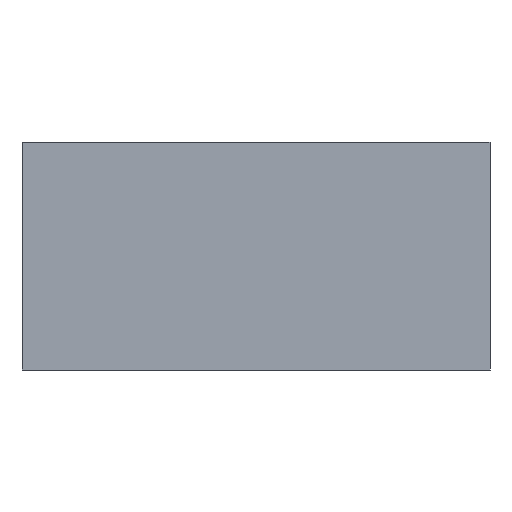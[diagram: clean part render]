
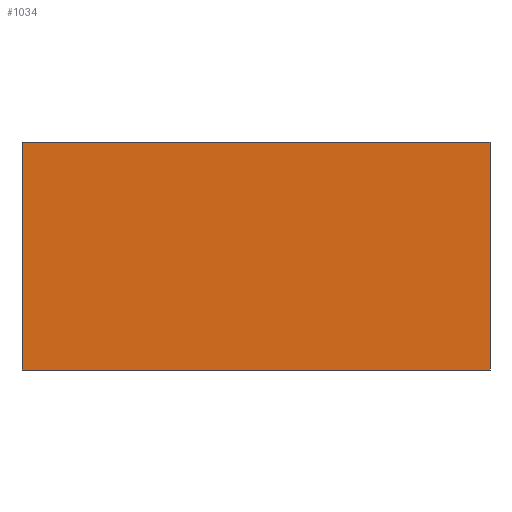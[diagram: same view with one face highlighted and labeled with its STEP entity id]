
A CAD part, left-side view. The second image highlights one B-rep face of the part: STEP entity #1034.
In plain terms, the highlighted planar face has unit normal (-1, 0, 0).
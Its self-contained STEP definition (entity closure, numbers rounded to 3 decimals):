
#920 = VERTEX_POINT ( 'NONE', #3717 ) ;
#930 = VERTEX_POINT ( 'NONE', #3747 ) ;
#934 = EDGE_CURVE ( 'NONE', #930, #920, #3745, .T. ) ;
#996 = ORIENTED_EDGE ( 'NONE', *, *, #997, .F. ) ;
#997 = EDGE_CURVE ( 'NONE', #920, #1003, #3903, .T. ) ;
#1000 = ORIENTED_EDGE ( 'NONE', *, *, #1029, .T. ) ;
#1003 = VERTEX_POINT ( 'NONE', #3935 ) ;
#1028 = VERTEX_POINT ( 'NONE', #3995 ) ;
#1029 = EDGE_CURVE ( 'NONE', #1028, #1003, #3994, .T. ) ;
#1030 = EDGE_LOOP ( 'NONE', ( #996, #1072, #1073, #1000 ) ) ;
#1034 = ADVANCED_FACE ( 'NONE', ( #3985 ), #4035, .T. ) ;
#1072 = ORIENTED_EDGE ( 'NONE', *, *, #934, .F. ) ;
#1073 = ORIENTED_EDGE ( 'NONE', *, *, #1074, .T. ) ;
#1074 = EDGE_CURVE ( 'NONE', #930, #1028, #4162, .T. ) ;
#3717 = CARTESIAN_POINT ( 'NONE',  ( -3.5, -1.95, -0.95 ) ) ;
#3742 = DIRECTION ( 'NONE',  ( 0., 0., -1. ) ) ;
#3743 = VECTOR ( 'NONE', #3742, 1000. ) ;
#3744 = CARTESIAN_POINT ( 'NONE',  ( -3.5, -1.95, 0.95 ) ) ;
#3745 = LINE ( 'NONE', #3744, #3743 ) ;
#3747 = CARTESIAN_POINT ( 'NONE',  ( -3.5, -1.95, 0.95 ) ) ;
#3896 = DIRECTION ( 'NONE',  ( 0., 1., 0. ) ) ;
#3897 = VECTOR ( 'NONE', #3896, 1000. ) ;
#3898 = CARTESIAN_POINT ( 'NONE',  ( -3.5, -26.761, -0.95 ) ) ;
#3903 = LINE ( 'NONE', #3898, #3897 ) ;
#3935 = CARTESIAN_POINT ( 'NONE',  ( -3.5, 1.95, -0.95 ) ) ;
#3985 = FACE_OUTER_BOUND ( 'NONE', #1030, .T. ) ;
#3991 = DIRECTION ( 'NONE',  ( 0., 0., -1. ) ) ;
#3992 = VECTOR ( 'NONE', #3991, 1000. ) ;
#3993 = CARTESIAN_POINT ( 'NONE',  ( -3.5, 1.95, 0.95 ) ) ;
#3994 = LINE ( 'NONE', #3993, #3992 ) ;
#3995 = CARTESIAN_POINT ( 'NONE',  ( -3.5, 1.95, 0.95 ) ) ;
#4030 = DIRECTION ( 'NONE',  ( 0., 0., 1. ) ) ;
#4031 = DIRECTION ( 'NONE',  ( -1., 0., 0. ) ) ;
#4032 = CARTESIAN_POINT ( 'NONE',  ( -3.5, -26.761, 0.95 ) ) ;
#4033 = AXIS2_PLACEMENT_3D ( 'NONE', #4032, #4031, #4030 ) ;
#4035 = PLANE ( 'NONE',  #4033 ) ;
#4159 = DIRECTION ( 'NONE',  ( 0., 1., 0. ) ) ;
#4160 = VECTOR ( 'NONE', #4159, 1000. ) ;
#4161 = CARTESIAN_POINT ( 'NONE',  ( -3.5, -26.761, 0.95 ) ) ;
#4162 = LINE ( 'NONE', #4161, #4160 ) ;
